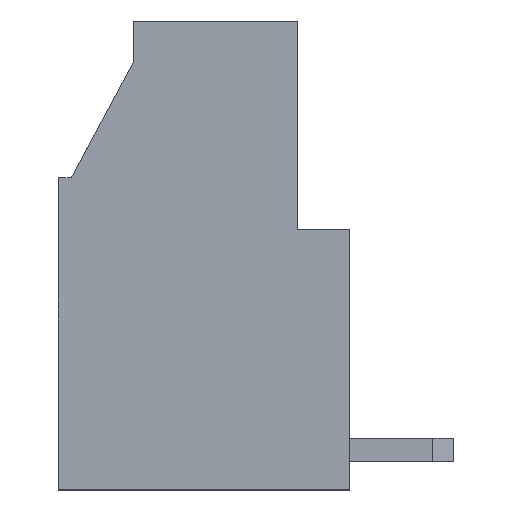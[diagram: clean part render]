
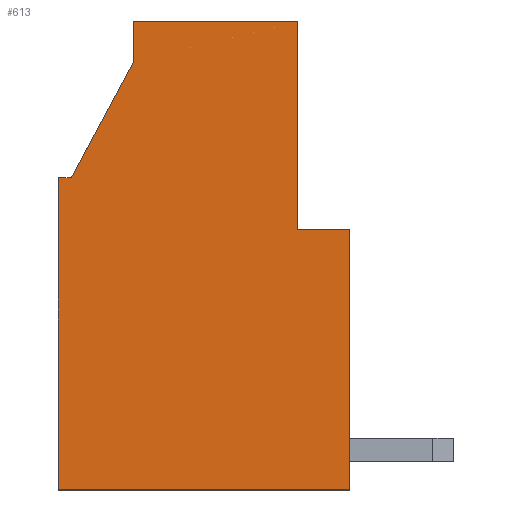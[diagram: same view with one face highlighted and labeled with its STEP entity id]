
A CAD part, front view. The second image highlights one B-rep face of the part: STEP entity #613.
In plain terms, the highlighted planar face has unit normal (0, -1, 0).
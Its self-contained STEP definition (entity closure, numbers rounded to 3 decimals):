
#613 = ADVANCED_FACE( '', ( #1296 ), #1297, .T. );
#1296 = FACE_OUTER_BOUND( '', #2060, .T. );
#1297 = PLANE( '', #2061 );
#2060 = EDGE_LOOP( '', ( #3719, #3720, #3721, #3722, #3723, #3724, #3725, #3726, #3727 ) );
#2061 = AXIS2_PLACEMENT_3D( '', #3728, #3729, #3730 );
#3719 = ORIENTED_EDGE( '', *, *, #4928, .F. );
#3720 = ORIENTED_EDGE( '', *, *, #5312, .F. );
#3721 = ORIENTED_EDGE( '', *, *, #5393, .F. );
#3722 = ORIENTED_EDGE( '', *, *, #5126, .F. );
#3723 = ORIENTED_EDGE( '', *, *, #5394, .F. );
#3724 = ORIENTED_EDGE( '', *, *, #5395, .F. );
#3725 = ORIENTED_EDGE( '', *, *, #4726, .T. );
#3726 = ORIENTED_EDGE( '', *, *, #5101, .T. );
#3727 = ORIENTED_EDGE( '', *, *, #4783, .T. );
#3728 = CARTESIAN_POINT( '', ( 11.37, 8.5, 20.06 ) );
#3729 = DIRECTION( '', ( 0., -1., 0. ) );
#3730 = DIRECTION( '', ( 1., 0., 0. ) );
#4726 = EDGE_CURVE( '', #5663, #5661, #5664, .T. );
#4783 = EDGE_CURVE( '', #5766, #5764, #5767, .T. );
#4928 = EDGE_CURVE( '', #6018, #5764, #6020, .T. );
#5101 = EDGE_CURVE( '', #5661, #5766, #6312, .T. );
#5126 = EDGE_CURVE( '', #6349, #6351, #6352, .T. );
#5312 = EDGE_CURVE( '', #6611, #6018, #6613, .T. );
#5393 = EDGE_CURVE( '', #6351, #6611, #6716, .T. );
#5394 = EDGE_CURVE( '', #6717, #6349, #6718, .T. );
#5395 = EDGE_CURVE( '', #5663, #6717, #6719, .T. );
#5661 = VERTEX_POINT( '', #7034 );
#5663 = VERTEX_POINT( '', #7037 );
#5664 = LINE( '', #7038, #7039 );
#5764 = VERTEX_POINT( '', #7184 );
#5766 = VERTEX_POINT( '', #7187 );
#5767 = LINE( '', #7188, #7189 );
#6018 = VERTEX_POINT( '', #7554 );
#6020 = LINE( '', #7557, #7558 );
#6312 = LINE( '', #7989, #7990 );
#6349 = VERTEX_POINT( '', #8042 );
#6351 = VERTEX_POINT( '', #8045 );
#6352 = LINE( '', #8046, #8047 );
#6611 = VERTEX_POINT( '', #8435 );
#6613 = LINE( '', #8438, #8439 );
#6716 = LINE( '', #8596, #8597 );
#6717 = VERTEX_POINT( '', #8598 );
#6718 = LINE( '', #8599, #8600 );
#6719 = LINE( '', #8601, #8602 );
#7034 = CARTESIAN_POINT( '', ( -2.45, 8.5, 17.5 ) );
#7037 = CARTESIAN_POINT( '', ( -2.45, 8.5, 19. ) );
#7038 = CARTESIAN_POINT( '', ( -2.45, 8.5, 2.4 ) );
#7039 = VECTOR( '', #8967, 1000. );
#7184 = CARTESIAN_POINT( '', ( -5.35, 8.5, 13. ) );
#7187 = CARTESIAN_POINT( '', ( -4.85, 8.5, 13. ) );
#7188 = CARTESIAN_POINT( '', ( 6.85, 8.5, 13. ) );
#7189 = VECTOR( '', #9014, 1000. );
#7554 = CARTESIAN_POINT( '', ( -5.35, 8.5, 1. ) );
#7557 = CARTESIAN_POINT( '', ( -5.35, 8.5, 2.4 ) );
#7558 = VECTOR( '', #9145, 1000. );
#7989 = CARTESIAN_POINT( '', ( -10.503, 8.5, 2.4 ) );
#7990 = VECTOR( '', #9300, 1000. );
#8042 = CARTESIAN_POINT( '', ( 3.85, 8.5, 11. ) );
#8045 = CARTESIAN_POINT( '', ( 5.85, 8.5, 11. ) );
#8046 = CARTESIAN_POINT( '', ( 6.85, 8.5, 11. ) );
#8047 = VECTOR( '', #9323, 1000. );
#8435 = CARTESIAN_POINT( '', ( 5.85, 8.5, 1. ) );
#8438 = CARTESIAN_POINT( '', ( 6.85, 8.5, 1. ) );
#8439 = VECTOR( '', #9478, 1000. );
#8596 = CARTESIAN_POINT( '', ( 5.85, 8.5, 2.4 ) );
#8597 = VECTOR( '', #9548, 1000. );
#8598 = CARTESIAN_POINT( '', ( 3.85, 8.5, 19. ) );
#8599 = CARTESIAN_POINT( '', ( 3.85, 8.5, 2.4 ) );
#8600 = VECTOR( '', #9549, 1000. );
#8601 = CARTESIAN_POINT( '', ( 6.85, 8.5, 19. ) );
#8602 = VECTOR( '', #9550, 1000. );
#8967 = DIRECTION( '', ( 0., 0., -1. ) );
#9014 = DIRECTION( '', ( -1., 0., 0. ) );
#9145 = DIRECTION( '', ( 0., 0., 1. ) );
#9300 = DIRECTION( '', ( -0.471, 0., -0.882 ) );
#9323 = DIRECTION( '', ( 1., 0., 0. ) );
#9478 = DIRECTION( '', ( -1., 0., 0. ) );
#9548 = DIRECTION( '', ( 0., 0., -1. ) );
#9549 = DIRECTION( '', ( 0., 0., -1. ) );
#9550 = DIRECTION( '', ( 1., 0., 0. ) );
